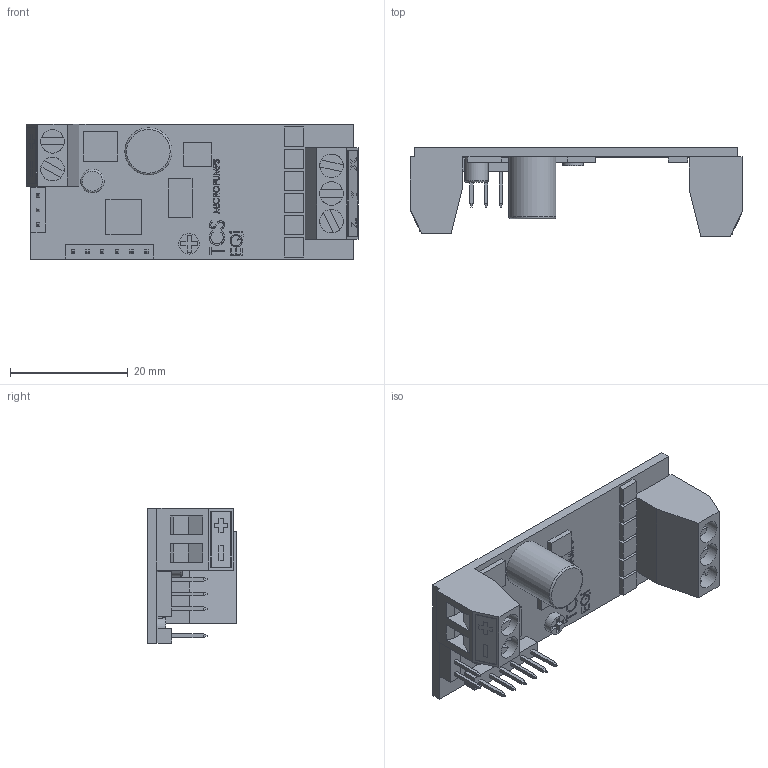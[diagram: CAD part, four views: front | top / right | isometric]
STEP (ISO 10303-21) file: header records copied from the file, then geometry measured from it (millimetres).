
FILE_DESCRIPTION (( 'STEP AP203' ), '1' );
FILE_NAME ('EQI rev 1.STEP', '2016-08-22T13:00:34', ( 'DELL' ), ( '' ), 'SwSTEP 2.0', 'SolidWorks 2016', '' );
FILE_SCHEMA (( 'CONFIG_CONTROL_DESIGN' ));
Length unit declared in the file: millimetre
Products named in the file (1): EQI rev 1
Bounding box: 56.4 x 15.1 x 23 mm (x, y, z)
Volume: 5445.9 mm3; surface area: 4936.8 mm2
Topology: 1 solids, 1 shells, 525 faces, 1336 edges, 877 vertices
Faces by surface type: plane 421, bspline 94, cylinder 8, torus 2
Full cylindrical faces by diameter (mm): 3.5 x1, 4 x6, 8 x1
Entity records: 20589 total; most frequent: CARTESIAN_POINT 8509, ORIENTED_EDGE 2642, DIRECTION 2030, EDGE_CURVE 1321, LINE 1100, VECTOR 1100, VERTEX_POINT 872, EDGE_LOOP 599
